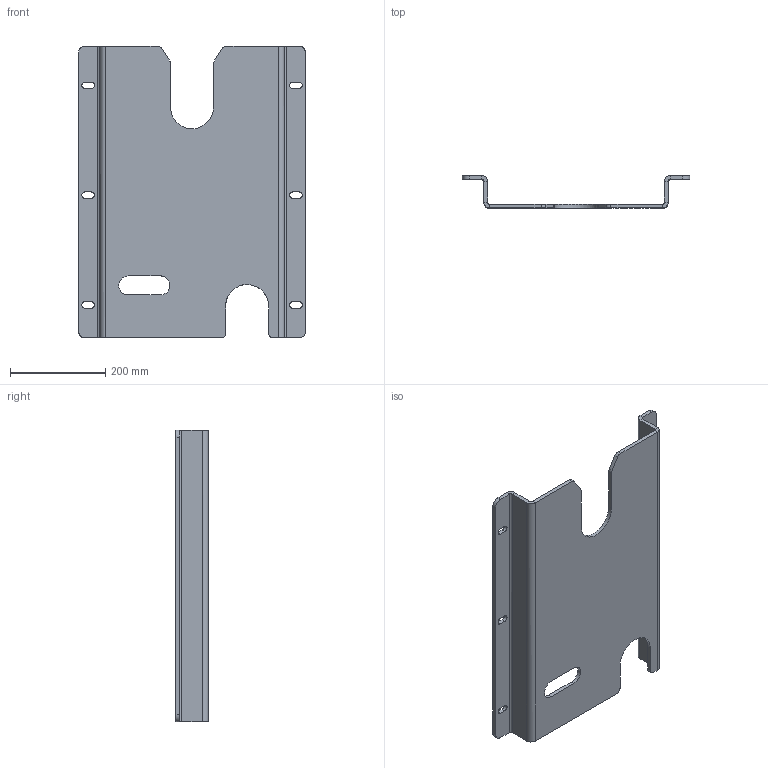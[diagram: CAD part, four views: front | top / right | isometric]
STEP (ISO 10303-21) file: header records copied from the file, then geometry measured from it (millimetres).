
FILE_DESCRIPTION (( 'STEP AP203' ), '1' );
FILE_NAME ('mandUD-Hekimhan Madencilik_1yg01.IGS_Default_sldprt.STEP', '2023-01-17T08:18:49', ( '' ), ( '' ), 'SwSTEP 2.0', 'SolidWorks 2019', '' );
FILE_SCHEMA (( 'CONFIG_CONTROL_DESIGN' ));
Length unit declared in the file: millimetre
Products named in the file (1): mandUD-Hekimhan Madencilik_1yg01.IGS_Default_sldprt
Bounding box: 477 x 68 x 611.94 mm (x, y, z)
Volume: 2609025.9 mm3; surface area: 680148.6 mm2
Topology: 1 solids, 1 shells, 78 faces, 212 edges, 136 vertices
Faces by surface type: bspline 78
Entity records: 3003 total; most frequent: CARTESIAN_POINT 1662, ORIENTED_EDGE 424, EDGE_CURVE 212, B_SPLINE_CURVE_WITH_KNOTS 179, VERTEX_POINT 136, EDGE_LOOP 92, FACE_OUTER_BOUND 78, ADVANCED_FACE 78
